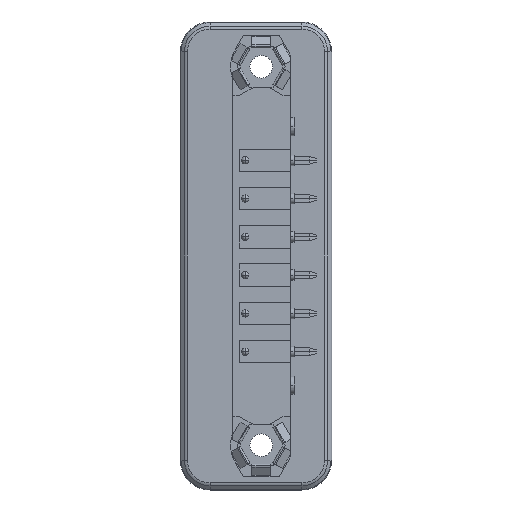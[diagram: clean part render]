
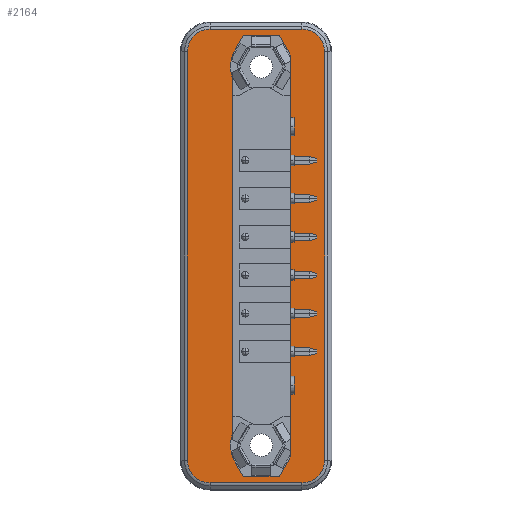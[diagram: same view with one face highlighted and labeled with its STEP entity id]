
A CAD part, left-side view. The second image highlights one B-rep face of the part: STEP entity #2164.
In plain terms, the highlighted planar face has unit normal (-1, 0, 0).
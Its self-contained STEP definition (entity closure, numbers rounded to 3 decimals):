
#2164=ADVANCED_FACE('',(#4383,#4384),#4385,.T.);
#4383=FACE_OUTER_BOUND('',#6596,.T.);
#4384=FACE_BOUND('',#6597,.T.);
#4385=PLANE('',#6598);
#6596=EDGE_LOOP('',(#12705,#12706,#12707,#12708,#12709,#12710,#12711,#12712));
#6597=EDGE_LOOP('',(#12713,#12714,#12715,#12716,#12717,#12718,#12719,#12720,#12721,#12722,#12723,#12724));
#6598=AXIS2_PLACEMENT_3D('',#12725,#12726,#12727);
#12705=ORIENTED_EDGE('',*,*,#14889,.F.);
#12706=ORIENTED_EDGE('',*,*,#14104,.F.);
#12707=ORIENTED_EDGE('',*,*,#12788,.F.);
#12708=ORIENTED_EDGE('',*,*,#14575,.F.);
#12709=ORIENTED_EDGE('',*,*,#14550,.T.);
#12710=ORIENTED_EDGE('',*,*,#15100,.T.);
#12711=ORIENTED_EDGE('',*,*,#14917,.T.);
#12712=ORIENTED_EDGE('',*,*,#14080,.T.);
#12713=ORIENTED_EDGE('',*,*,#14805,.T.);
#12714=ORIENTED_EDGE('',*,*,#14787,.F.);
#12715=ORIENTED_EDGE('',*,*,#14399,.F.);
#12716=ORIENTED_EDGE('',*,*,#14832,.F.);
#12717=ORIENTED_EDGE('',*,*,#14642,.F.);
#12718=ORIENTED_EDGE('',*,*,#14077,.T.);
#12719=ORIENTED_EDGE('',*,*,#14727,.T.);
#12720=ORIENTED_EDGE('',*,*,#13545,.F.);
#12721=ORIENTED_EDGE('',*,*,#13831,.F.);
#12722=ORIENTED_EDGE('',*,*,#13615,.F.);
#12723=ORIENTED_EDGE('',*,*,#12881,.F.);
#12724=ORIENTED_EDGE('',*,*,#14823,.F.);
#12725=CARTESIAN_POINT('',(-1.158,13.348,-40.31));
#12726=DIRECTION('',(-1.0,0.0,0.0));
#12727=DIRECTION('',(0.0,0.0,1.0));
#12788=EDGE_CURVE('',#15172,#15175,#15176,.T.);
#12881=EDGE_CURVE('',#15337,#15338,#15339,.T.);
#13545=EDGE_CURVE('',#16440,#16441,#16442,.T.);
#13615=EDGE_CURVE('',#15338,#16547,#16548,.T.);
#13831=EDGE_CURVE('',#16547,#16440,#16872,.T.);
#14077=EDGE_CURVE('',#17210,#17212,#17214,.T.);
#14080=EDGE_CURVE('',#17217,#17218,#17219,.T.);
#14104=EDGE_CURVE('',#15175,#17248,#17251,.T.);
#14399=EDGE_CURVE('',#17656,#17654,#17658,.T.);
#14550=EDGE_CURVE('',#17836,#17834,#17837,.T.);
#14575=EDGE_CURVE('',#17836,#15172,#17867,.T.);
#14642=EDGE_CURVE('',#17210,#17943,#17945,.T.);
#14727=EDGE_CURVE('',#17212,#16441,#18038,.T.);
#14787=EDGE_CURVE('',#17654,#18106,#18108,.T.);
#14805=EDGE_CURVE('',#18129,#18106,#18130,.T.);
#14823=EDGE_CURVE('',#18129,#15337,#18150,.T.);
#14832=EDGE_CURVE('',#17943,#17656,#18159,.T.);
#14889=EDGE_CURVE('',#17248,#17218,#18217,.T.);
#14917=EDGE_CURVE('',#18246,#17217,#18247,.T.);
#15100=EDGE_CURVE('',#17834,#18246,#18436,.T.);
#15172=VERTEX_POINT('',#18540);
#15175=VERTEX_POINT('',#18544);
#15176=LINE('',#18545,#18546);
#15337=VERTEX_POINT('',#18780);
#15338=VERTEX_POINT('',#18781);
#15339=LINE('',#18782,#18783);
#16440=VERTEX_POINT('',#20317);
#16441=VERTEX_POINT('',#20318);
#16442=CIRCLE('',#20319,4.1);
#16547=VERTEX_POINT('',#20474);
#16548=LINE('',#20475,#20476);
#16872=LINE('',#20933,#20934);
#17210=VERTEX_POINT('',#21414);
#17212=VERTEX_POINT('',#21417);
#17214=CIRCLE('',#21420,4.1);
#17217=VERTEX_POINT('',#21423);
#17218=VERTEX_POINT('',#21424);
#17219=CIRCLE('',#21425,3.0);
#17248=VERTEX_POINT('',#21464);
#17251=CIRCLE('',#21468,3.0);
#17654=VERTEX_POINT('',#22059);
#17656=VERTEX_POINT('',#22062);
#17658=LINE('',#22065,#22066);
#17834=VERTEX_POINT('',#22325);
#17836=VERTEX_POINT('',#22328);
#17837=LINE('',#22329,#22330);
#17867=CIRCLE('',#22372,3.0);
#17943=VERTEX_POINT('',#22470);
#17945=LINE('',#22473,#22474);
#18038=LINE('',#22603,#22604);
#18106=VERTEX_POINT('',#22697);
#18108=LINE('',#22700,#22701);
#18129=VERTEX_POINT('',#22728);
#18130=LINE('',#22729,#22730);
#18150=LINE('',#22759,#22760);
#18159=LINE('',#22772,#22773);
#18217=LINE('',#22863,#22864);
#18246=VERTEX_POINT('',#22899);
#18247=LINE('',#22900,#22901);
#18436=CIRCLE('',#23126,3.0);
#18540=CARTESIAN_POINT('',(-1.158,16.048,4.025));
#18544=CARTESIAN_POINT('',(-1.158,3.848,4.025));
#18545=CARTESIAN_POINT('',(-1.158,-32.395,4.025));
#18546=VECTOR('',#23177,1.0);
#18780=CARTESIAN_POINT('',(-1.158,6.863,3.155));
#18781=CARTESIAN_POINT('',(-1.158,11.632,3.155));
#18782=CARTESIAN_POINT('',(-1.158,-32.395,3.155));
#18783=VECTOR('',#23272,1.0);
#20317=CARTESIAN_POINT('',(-1.158,13.048,0.564));
#20318=CARTESIAN_POINT('',(-1.158,13.048,-2.514));
#20319=AXIS2_PLACEMENT_3D('',#24033,#24034,#24035);
#20474=CARTESIAN_POINT('',(-1.158,13.048,0.703));
#20475=CARTESIAN_POINT('',(-1.158,21.187,-13.395));
#20476=VECTOR('',#24116,1.0);
#20933=CARTESIAN_POINT('',(-1.158,13.048,-13.395));
#20934=VECTOR('',#24364,1.0);
#21414=CARTESIAN_POINT('',(-1.158,13.048,-52.754));
#21417=CARTESIAN_POINT('',(-1.158,13.048,-49.676));
#21420=AXIS2_PLACEMENT_3D('',#24650,#24651,#24652);
#21423=CARTESIAN_POINT('',(-1.158,3.848,-56.215));
#21424=CARTESIAN_POINT('',(-1.158,0.848,-53.215));
#21425=AXIS2_PLACEMENT_3D('',#24653,#24654,#24655);
#21464=CARTESIAN_POINT('',(-1.158,0.848,1.025));
#21468=AXIS2_PLACEMENT_3D('',#24685,#24686,#24687);
#22059=CARTESIAN_POINT('',(-1.158,6.863,-55.345));
#22062=CARTESIAN_POINT('',(-1.158,11.632,-55.345));
#22065=CARTESIAN_POINT('',(-1.158,-32.395,-55.345));
#22066=VECTOR('',#25010,1.0);
#22325=CARTESIAN_POINT('',(-1.158,19.048,-53.215));
#22328=CARTESIAN_POINT('',(-1.158,19.048,1.025));
#22329=CARTESIAN_POINT('',(-1.158,19.048,-11.88));
#22330=VECTOR('',#25158,1.0);
#22372=AXIS2_PLACEMENT_3D('',#25180,#25181,#25182);
#22470=CARTESIAN_POINT('',(-1.158,13.048,-52.893));
#22473=CARTESIAN_POINT('',(-1.158,13.048,-33.715));
#22474=VECTOR('',#25254,1.0);
#22603=CARTESIAN_POINT('',(-1.158,13.048,-33.715));
#22604=VECTOR('',#25330,1.0);
#22697=CARTESIAN_POINT('',(-1.158,5.378,-52.772));
#22700=CARTESIAN_POINT('',(-1.158,-5.625,-33.715));
#22701=VECTOR('',#25402,1.0);
#22728=CARTESIAN_POINT('',(-1.158,5.378,0.582));
#22729=CARTESIAN_POINT('',(-1.158,5.378,-33.715));
#22730=VECTOR('',#25421,1.0);
#22759=CARTESIAN_POINT('',(-1.158,-2.692,-13.395));
#22760=VECTOR('',#25443,1.0);
#22772=CARTESIAN_POINT('',(-1.158,24.12,-33.715));
#22773=VECTOR('',#25447,1.0);
#22863=CARTESIAN_POINT('',(-1.158,0.848,-33.715));
#22864=VECTOR('',#25489,1.0);
#22899=CARTESIAN_POINT('',(-1.158,16.048,-56.215));
#22900=CARTESIAN_POINT('',(-1.158,-32.395,-56.215));
#22901=VECTOR('',#25505,1.0);
#23126=AXIS2_PLACEMENT_3D('',#25593,#25594,#25595);
#23177=DIRECTION('',(0.0,-1.0,0.0));
#23272=DIRECTION('',(0.0,1.0,0.));
#24033=CARTESIAN_POINT('',(-1.158,9.248,-0.975));
#24034=DIRECTION('',(-1.0,0.0,0.0));
#24035=DIRECTION('',(0.0,0.,1.0));
#24116=DIRECTION('',(0.0,0.5,-0.866));
#24364=DIRECTION('',(0.0,0.,-1.0));
#24650=CARTESIAN_POINT('',(-1.158,9.248,-51.215));
#24651=DIRECTION('',(1.0,0.0,0.0));
#24652=DIRECTION('',(0.0,0.,-1.0));
#24653=CARTESIAN_POINT('',(-1.158,3.848,-53.215));
#24654=DIRECTION('',(-1.0,0.0,0.0));
#24655=DIRECTION('',(0.0,-1.0,0.0));
#24685=CARTESIAN_POINT('',(-1.158,3.848,1.025));
#24686=DIRECTION('',(1.0,0.0,0.0));
#24687=DIRECTION('',(0.0,-1.0,0.0));
#25010=DIRECTION('',(0.0,-1.0,0.));
#25158=DIRECTION('',(0.0,0.0,-1.0));
#25180=CARTESIAN_POINT('',(-1.158,16.048,1.025));
#25181=DIRECTION('',(1.0,0.0,0.0));
#25182=DIRECTION('',(0.0,-1.0,0.0));
#25254=DIRECTION('',(0.0,0.,-1.0));
#25330=DIRECTION('',(0.0,0.0,1.0));
#25402=DIRECTION('',(0.0,-0.5,0.866));
#25421=DIRECTION('',(0.0,0.0,-1.0));
#25443=DIRECTION('',(0.0,0.5,0.866));
#25447=DIRECTION('',(0.0,-0.5,-0.866));
#25489=DIRECTION('',(0.0,0.0,-1.0));
#25505=DIRECTION('',(0.0,-1.0,0.0));
#25593=CARTESIAN_POINT('',(-1.158,16.048,-53.215));
#25594=DIRECTION('',(-1.0,0.0,0.0));
#25595=DIRECTION('',(0.0,-1.0,0.0));
